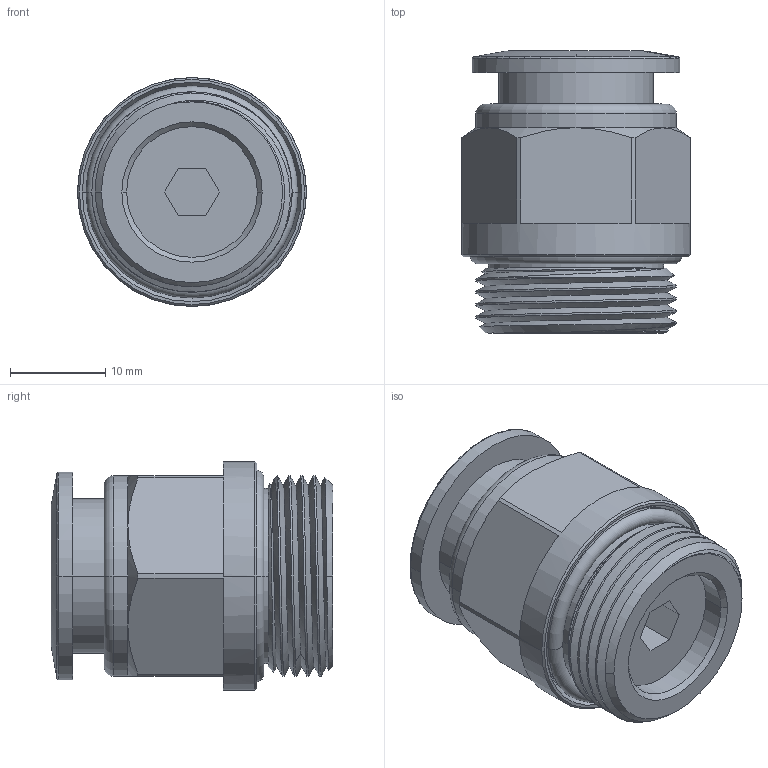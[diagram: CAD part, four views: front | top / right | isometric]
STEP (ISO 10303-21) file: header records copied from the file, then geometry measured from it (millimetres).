
FILE_DESCRIPTION((''),'2;1');
FILE_NAME('WTRC14G04_ASM','2023-09-18T08:45:26',('wang'),(''),'CREO PARAMETRIC BY PTC INC, 2023073','CREO PARAMETRIC BY PTC INC, 2023073','');
FILE_SCHEMA(('CONFIG_CONTROL_DESIGN','SHAPE_APPEARANCE_LAYERS_GROUPS'));
Length unit declared in the file: millimetre
Products named in the file (7): JC14-G04; 1400; 14_1_1__; 14_1_2__; 14_1_3__; 141_ASM; WTRC14G04_ASM
Assembly tree (6 placements, depth 3):
  WTRC14G04_ASM
    JC14-G04
    1400
    141_ASM
      14_1_1__
      14_1_2__
      14_1_3__
Bounding box: 24 x 29.56 x 24 mm (x, y, z)
Volume: 5671.2 mm3; surface area: 6611.1 mm2
Topology: 6 solids, 6 shells, 130 faces, 322 edges, 209 vertices
Faces by surface type: plane 55, cylinder 33, cone 26, torus 10, bspline 4, extrusion 2
Entity records: 5528 total; most frequent: CARTESIAN_POINT 2129, ORIENTED_EDGE 644, DIRECTION 632, EDGE_CURVE 322, AXIS2_PLACEMENT_3D 260, VERTEX_POINT 209, EDGE_LOOP 143, FACE_OUTER_BOUND 130
